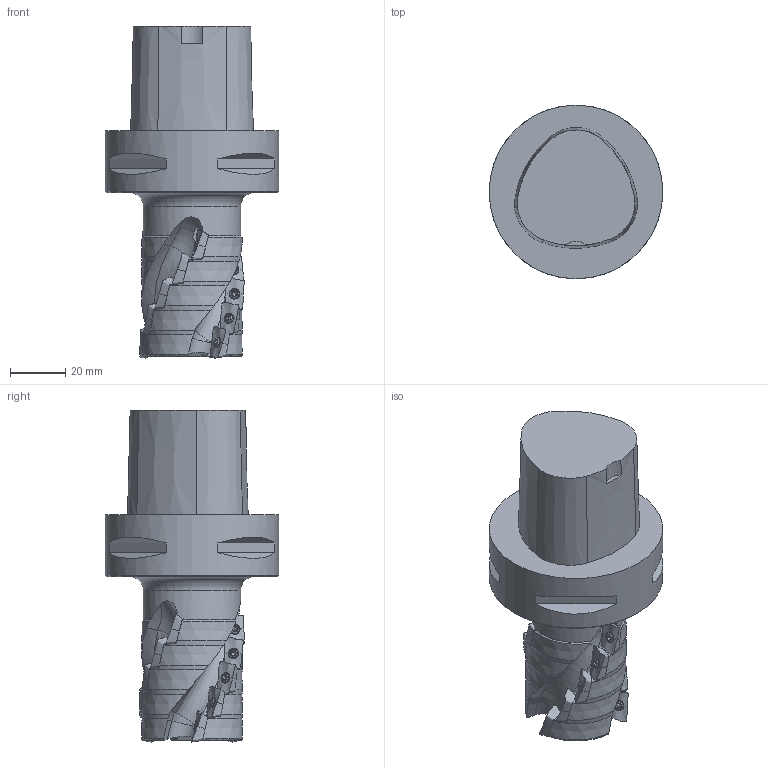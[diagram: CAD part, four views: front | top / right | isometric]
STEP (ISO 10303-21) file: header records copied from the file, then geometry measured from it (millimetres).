
FILE_DESCRIPTION(/* description */ (''),/* implementation_level */ '2;1');
FILE_NAME(/* name */ '1583476451987.stp',/* time_stamp */ '2020-03-06T12:04:28+06:00',/* author */ (''),/* organization */ ('SMS'),/* preprocessor_version */ 'ST-DEVELOPER v16.7',/* originating_system */ 'SIEMENS PLM Software NX 12.0',/* authorisation */ '');
FILE_SCHEMA (('AUTOMOTIVE_DESIGN { 1 0 10303 214 3 1 1 1 }'));
Products named in the file (4): ASSEMBLY_CONSTRUCTION; 201207134mod000_00; 202882237mod000_00; 202882246mod000_00
Assembly tree (17 placements, depth 2):
  202882246mod000_00
    202882237mod000_00
    201207134mod000_00  x15
    ASSEMBLY_CONSTRUCTION
Bounding box: 63 x 63 x 120.48 mm (x, y, z)
Volume: 172705.1 mm3; surface area: 27985.9 mm2
Topology: 16 solids, 16 shells, 765 faces, 1859 edges, 1212 vertices
Faces by surface type: cylinder 231, plane 206, cone 164, bspline 87, torus 53, sphere 15, revolution 9
Full cylindrical faces by diameter (mm): 2.5 x15, 2.8 x15, 3.45 x15, 35.305 x1, 63 x1
Entity records: 43740 total; most frequent: CARTESIAN_POINT 30850, ORIENTED_EDGE 2608, DIRECTION 2559, EDGE_CURVE 1304, AXIS2_PLACEMENT_3D 1168, VERTEX_POINT 860, EDGE_LOOP 677, ADVANCED_FACE 569
